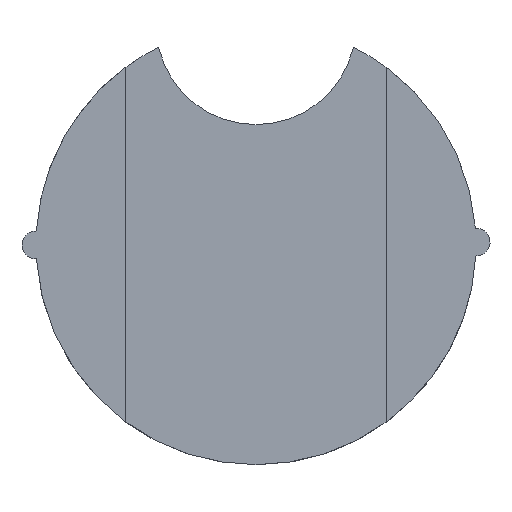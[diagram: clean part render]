
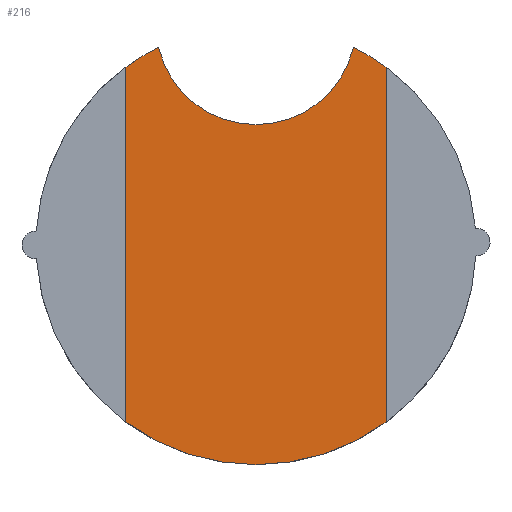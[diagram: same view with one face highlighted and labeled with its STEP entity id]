
A CAD part, front view. The second image highlights one B-rep face of the part: STEP entity #216.
In plain terms, the highlighted planar face has unit normal (0, -1, 0).
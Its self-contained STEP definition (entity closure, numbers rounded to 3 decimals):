
#27=CIRCLE('',#242,5.);
#29=CIRCLE('',#245,11.);
#32=CIRCLE('',#250,11.);
#35=CIRCLE('',#255,11.);
#48=FACE_OUTER_BOUND('',#60,.T.);
#60=EDGE_LOOP('',(#193,#194,#195,#196,#197,#198));
#61=LINE('',#335,#75);
#65=LINE('',#350,#79);
#75=VECTOR('',#263,10.);
#79=VECTOR('',#277,10.);
#89=VERTEX_POINT('',#333);
#90=VERTEX_POINT('',#334);
#95=VERTEX_POINT('',#348);
#96=VERTEX_POINT('',#349);
#101=VERTEX_POINT('',#363);
#102=VERTEX_POINT('',#364);
#109=EDGE_CURVE('',#89,#90,#61,.T.);
#116=EDGE_CURVE('',#95,#96,#65,.T.);
#123=EDGE_CURVE('',#101,#102,#27,.T.);
#127=EDGE_CURVE('',#95,#102,#29,.T.);
#132=EDGE_CURVE('',#89,#96,#32,.T.);
#137=EDGE_CURVE('',#101,#90,#35,.T.);
#193=ORIENTED_EDGE('',*,*,#109,.T.);
#194=ORIENTED_EDGE('',*,*,#137,.F.);
#195=ORIENTED_EDGE('',*,*,#123,.T.);
#196=ORIENTED_EDGE('',*,*,#127,.F.);
#197=ORIENTED_EDGE('',*,*,#116,.T.);
#198=ORIENTED_EDGE('',*,*,#132,.F.);
#204=PLANE('',#258);
#216=ADVANCED_FACE('',(#48),#204,.F.);
#242=AXIS2_PLACEMENT_3D('',#365,#291,#292);
#245=AXIS2_PLACEMENT_3D('',#372,#299,#300);
#250=AXIS2_PLACEMENT_3D('',#381,#311,#312);
#255=AXIS2_PLACEMENT_3D('',#390,#323,#324);
#258=AXIS2_PLACEMENT_3D('',#393,#329,#330);
#263=DIRECTION('',(0.,0.,1.));
#277=DIRECTION('',(0.,0.,-1.));
#291=DIRECTION('center_axis',(0.,1.,0.));
#292=DIRECTION('ref_axis',(1.,0.,0.));
#299=DIRECTION('center_axis',(0.,1.,0.));
#300=DIRECTION('ref_axis',(1.,0.,0.));
#311=DIRECTION('center_axis',(0.,1.,0.));
#312=DIRECTION('ref_axis',(1.,0.,0.));
#323=DIRECTION('center_axis',(0.,1.,0.));
#324=DIRECTION('ref_axis',(1.,0.,0.));
#329=DIRECTION('center_axis',(0.,1.,0.));
#330=DIRECTION('ref_axis',(1.,0.,0.));
#333=CARTESIAN_POINT('',(6.5,0.,-8.874));
#334=CARTESIAN_POINT('',(6.5,0.,8.874));
#335=CARTESIAN_POINT('',(6.5,0.,4.153));
#348=CARTESIAN_POINT('',(-6.5,0.,8.874));
#349=CARTESIAN_POINT('',(-6.5,0.,-8.874));
#350=CARTESIAN_POINT('',(-6.5,0.,-4.721));
#363=CARTESIAN_POINT('',(4.869,0.,9.864));
#364=CARTESIAN_POINT('',(-4.869,0.,9.864));
#365=CARTESIAN_POINT('Origin',(0.,0.,11.));
#372=CARTESIAN_POINT('Origin',(0.,0.,0.));
#381=CARTESIAN_POINT('Origin',(0.,0.,0.));
#390=CARTESIAN_POINT('Origin',(0.,0.,0.));
#393=CARTESIAN_POINT('Origin',(0.,0.,-0.568));
